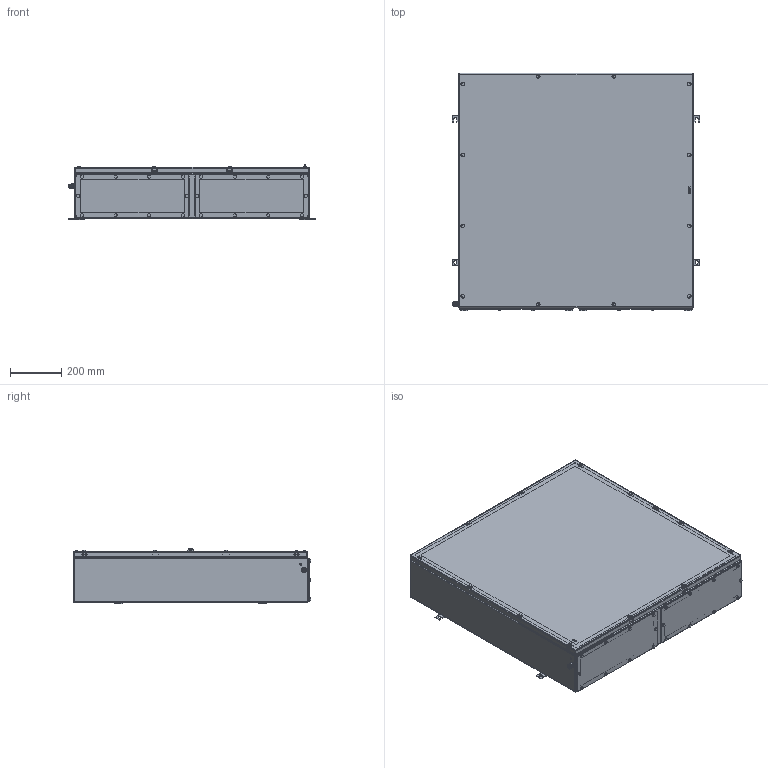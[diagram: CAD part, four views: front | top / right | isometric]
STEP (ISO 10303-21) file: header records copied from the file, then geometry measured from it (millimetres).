
FILE_DESCRIPTION(('CATIA V5 STEP Exchange','CAx-IF Rec.Pracs.--- Model Styling and Organization---1.4--- 2014-01-23'),'2;1');
FILE_NAME ('1523491-1_1_8000108882_8000108882 KTB MH 919120 S4E1.stp','2023-12-06T11:49:00+00:00',('none'),('Weidmueller'),'CATIA Version 5-6 Release 2016 SP3 HF44','CATIA V5 STEP AP214','none');
FILE_SCHEMA(('AUTOMOTIVE_DESIGN { 1 0 10303 214 1 1 1 1 }'));
Products named in the file (1): 8000108882 KTB MH 919120 S4E1
Bounding box: 965 x 925 x 215 mm (x, y, z)
Volume: 4511315.2 mm3; surface area: 5518356.5 mm2
Topology: 85 solids, 85 shells, 2770 faces, 6932 edges, 4455 vertices
Faces by surface type: plane 1423, cylinder 1085, cone 186, bspline 48, torus 20, sphere 8
Entity records: 93118 total; most frequent: CARTESIAN_POINT 28041, ORIENTED_EDGE 13668, DIRECTION 11371, EDGE_CURVE 6834, VERTEX_POINT 4455, AXIS2_PLACEMENT_3D 4346, VECTOR 4304, LINE 4304
